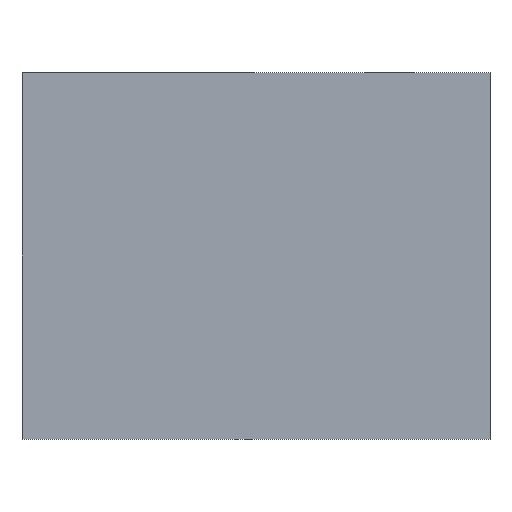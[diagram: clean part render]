
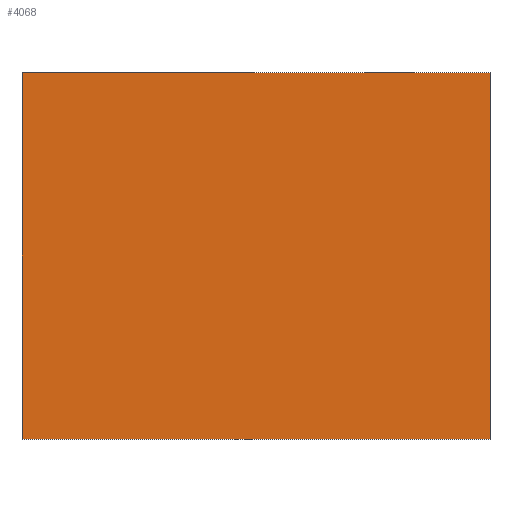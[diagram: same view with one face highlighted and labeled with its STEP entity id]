
A CAD part, front view. The second image highlights one B-rep face of the part: STEP entity #4068.
In plain terms, the highlighted planar face has unit normal (0, -1, 0).
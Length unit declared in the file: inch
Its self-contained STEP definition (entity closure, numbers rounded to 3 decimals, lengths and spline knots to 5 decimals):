
#4029=CARTESIAN_POINT('',(0.,-3.0,3.56352));
#4030=DIRECTION('',(0.0,1.0,0.0));
#4031=DIRECTION('',(0.0,0.0,1.0));
#4032=AXIS2_PLACEMENT_3D('',#4029,#4030,#4031);
#4033=PLANE('',#4032);
#4034=CARTESIAN_POINT('',(180.0,-3.0,-137.43648));
#4035=VERTEX_POINT('',#4034);
#4036=CARTESIAN_POINT('',(180.0,-3.0,144.56352));
#4037=VERTEX_POINT('',#4036);
#4038=CARTESIAN_POINT('',(180.0,-3.0,-137.43648));
#4039=DIRECTION('',(0.0,0.0,1.0));
#4040=VECTOR('',#4039,282.);
#4041=LINE('',#4038,#4040);
#4042=EDGE_CURVE('',#4035,#4037,#4041,.T.);
#4043=ORIENTED_EDGE('',*,*,#4042,.T.);
#4044=CARTESIAN_POINT('',(-180.,-3.0,144.56352));
#4045=VERTEX_POINT('',#4044);
#4046=CARTESIAN_POINT('',(180.,-3.0,144.56352));
#4047=DIRECTION('',(-1.0,0.0,0.0));
#4048=VECTOR('',#4047,360.);
#4049=LINE('',#4046,#4048);
#4050=EDGE_CURVE('',#4037,#4045,#4049,.T.);
#4051=ORIENTED_EDGE('',*,*,#4050,.T.);
#4052=CARTESIAN_POINT('',(-180.,-3.0,-137.43648));
#4053=VERTEX_POINT('',#4052);
#4054=CARTESIAN_POINT('',(-180.,-3.0,144.56352));
#4055=DIRECTION('',(0.0,0.0,-1.0));
#4056=VECTOR('',#4055,282.);
#4057=LINE('',#4054,#4056);
#4058=EDGE_CURVE('',#4045,#4053,#4057,.T.);
#4059=ORIENTED_EDGE('',*,*,#4058,.T.);
#4060=CARTESIAN_POINT('',(-180.,-3.0,-137.43648));
#4061=DIRECTION('',(1.0,0.0,0.0));
#4062=VECTOR('',#4061,360.);
#4063=LINE('',#4060,#4062);
#4064=EDGE_CURVE('',#4053,#4035,#4063,.T.);
#4065=ORIENTED_EDGE('',*,*,#4064,.T.);
#4066=EDGE_LOOP('',(#4043,#4051,#4059,#4065));
#4067=FACE_OUTER_BOUND('',#4066,.T.);
#4068=ADVANCED_FACE('',(#4067),#4033,.F.);
